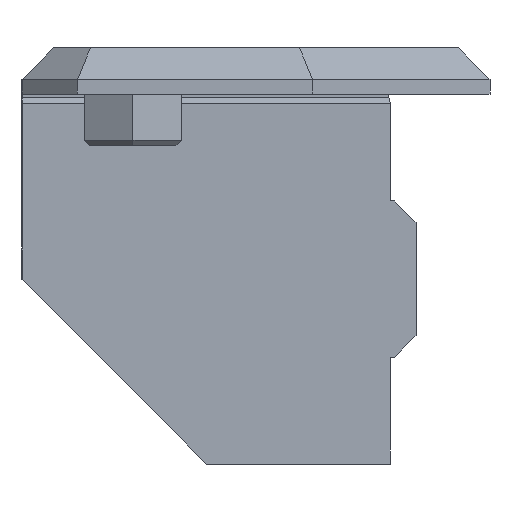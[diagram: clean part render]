
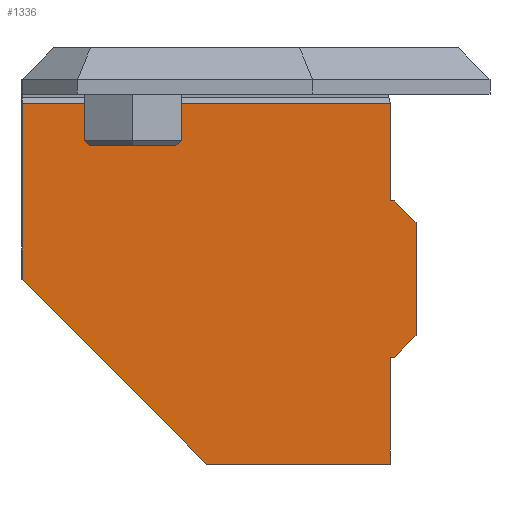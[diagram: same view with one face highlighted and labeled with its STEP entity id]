
A CAD part, front view. The second image highlights one B-rep face of the part: STEP entity #1336.
In plain terms, the highlighted planar face has unit normal (0, -1, 0).
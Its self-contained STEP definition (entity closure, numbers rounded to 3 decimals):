
#93=FACE_OUTER_BOUND('',#174,.T.);
#174=EDGE_LOOP('',(#1112,#1113,#1114,#1115,#1116,#1117,#1118,#1119,#1120,
#1121,#1122));
#234=LINE('',#1902,#407);
#238=LINE('',#1909,#411);
#254=LINE('',#1942,#427);
#340=LINE('',#2115,#513);
#343=LINE('',#2119,#516);
#344=LINE('',#2123,#517);
#345=LINE('',#2125,#518);
#346=LINE('',#2127,#519);
#347=LINE('',#2129,#520);
#348=LINE('',#2131,#521);
#349=LINE('',#2132,#522);
#407=VECTOR('',#1548,10.);
#411=VECTOR('',#1554,10.);
#427=VECTOR('',#1578,10.);
#513=VECTOR('',#1726,10.);
#516=VECTOR('',#1731,10.);
#517=VECTOR('',#1736,10.);
#518=VECTOR('',#1737,10.);
#519=VECTOR('',#1738,10.);
#520=VECTOR('',#1739,10.);
#521=VECTOR('',#1740,10.);
#522=VECTOR('',#1741,10.);
#571=VERTEX_POINT('',#1899);
#572=VERTEX_POINT('',#1901);
#574=VERTEX_POINT('',#1907);
#587=VERTEX_POINT('',#1941);
#642=VERTEX_POINT('',#2112);
#643=VERTEX_POINT('',#2114);
#644=VERTEX_POINT('',#2122);
#645=VERTEX_POINT('',#2124);
#646=VERTEX_POINT('',#2126);
#647=VERTEX_POINT('',#2128);
#648=VERTEX_POINT('',#2130);
#700=EDGE_CURVE('',#571,#572,#234,.T.);
#704=EDGE_CURVE('',#574,#571,#238,.T.);
#720=EDGE_CURVE('',#587,#572,#254,.T.);
#808=EDGE_CURVE('',#642,#643,#340,.T.);
#811=EDGE_CURVE('',#642,#587,#343,.T.);
#812=EDGE_CURVE('',#644,#574,#344,.T.);
#813=EDGE_CURVE('',#645,#644,#345,.T.);
#814=EDGE_CURVE('',#646,#645,#346,.T.);
#815=EDGE_CURVE('',#647,#646,#347,.T.);
#816=EDGE_CURVE('',#648,#647,#348,.T.);
#817=EDGE_CURVE('',#643,#648,#349,.T.);
#1112=ORIENTED_EDGE('',*,*,#700,.F.);
#1113=ORIENTED_EDGE('',*,*,#704,.F.);
#1114=ORIENTED_EDGE('',*,*,#812,.F.);
#1115=ORIENTED_EDGE('',*,*,#813,.F.);
#1116=ORIENTED_EDGE('',*,*,#814,.F.);
#1117=ORIENTED_EDGE('',*,*,#815,.F.);
#1118=ORIENTED_EDGE('',*,*,#816,.F.);
#1119=ORIENTED_EDGE('',*,*,#817,.F.);
#1120=ORIENTED_EDGE('',*,*,#808,.F.);
#1121=ORIENTED_EDGE('',*,*,#811,.T.);
#1122=ORIENTED_EDGE('',*,*,#720,.T.);
#1262=PLANE('',#1436);
#1336=ADVANCED_FACE('',(#93),#1262,.T.);
#1436=AXIS2_PLACEMENT_3D('',#2121,#1734,#1735);
#1548=DIRECTION('',(-0.707,0.,0.707));
#1554=DIRECTION('',(-1.,0.,0.));
#1578=DIRECTION('',(0.,0.,-1.));
#1726=DIRECTION('',(0.,0.,-1.));
#1731=DIRECTION('',(-1.,0.,0.));
#1734=DIRECTION('center_axis',(0.,-1.,0.));
#1735=DIRECTION('ref_axis',(-1.,0.,0.));
#1736=DIRECTION('',(0.,0.,-1.));
#1737=DIRECTION('',(-1.,0.,0.));
#1738=DIRECTION('',(-0.707,0.,-0.707));
#1739=DIRECTION('',(0.,0.,-1.));
#1740=DIRECTION('',(0.707,0.,-0.707));
#1741=DIRECTION('',(1.,0.,0.));
#1899=CARTESIAN_POINT('',(10.,14.55,-20.));
#1901=CARTESIAN_POINT('',(0.,14.55,-10.));
#1902=CARTESIAN_POINT('',(4.975,14.55,-14.975));
#1907=CARTESIAN_POINT('',(19.9,14.55,-20.));
#1909=CARTESIAN_POINT('',(0.,14.55,-20.));
#1941=CARTESIAN_POINT('',(0.,14.55,-0.5));
#1942=CARTESIAN_POINT('',(0.,14.55,0.));
#2112=CARTESIAN_POINT('',(19.9,14.55,-0.5));
#2114=CARTESIAN_POINT('',(19.9,14.55,-5.775));
#2115=CARTESIAN_POINT('',(19.9,14.55,0.));
#2119=CARTESIAN_POINT('',(9.95,14.55,-0.5));
#2121=CARTESIAN_POINT('Origin',(19.9,14.55,0.));
#2122=CARTESIAN_POINT('',(19.9,14.55,-14.225));
#2123=CARTESIAN_POINT('',(19.9,14.55,0.));
#2124=CARTESIAN_POINT('',(20.125,14.55,-14.225));
#2125=CARTESIAN_POINT('',(20.25,14.55,-14.225));
#2126=CARTESIAN_POINT('',(21.3,14.55,-13.05));
#2127=CARTESIAN_POINT('',(21.3,14.55,-13.05));
#2128=CARTESIAN_POINT('',(21.3,14.55,-6.95));
#2129=CARTESIAN_POINT('',(21.3,14.55,-11.525));
#2130=CARTESIAN_POINT('',(20.125,14.55,-5.775));
#2131=CARTESIAN_POINT('',(21.888,14.55,-7.538));
#2132=CARTESIAN_POINT('',(20.363,14.55,-5.775));
